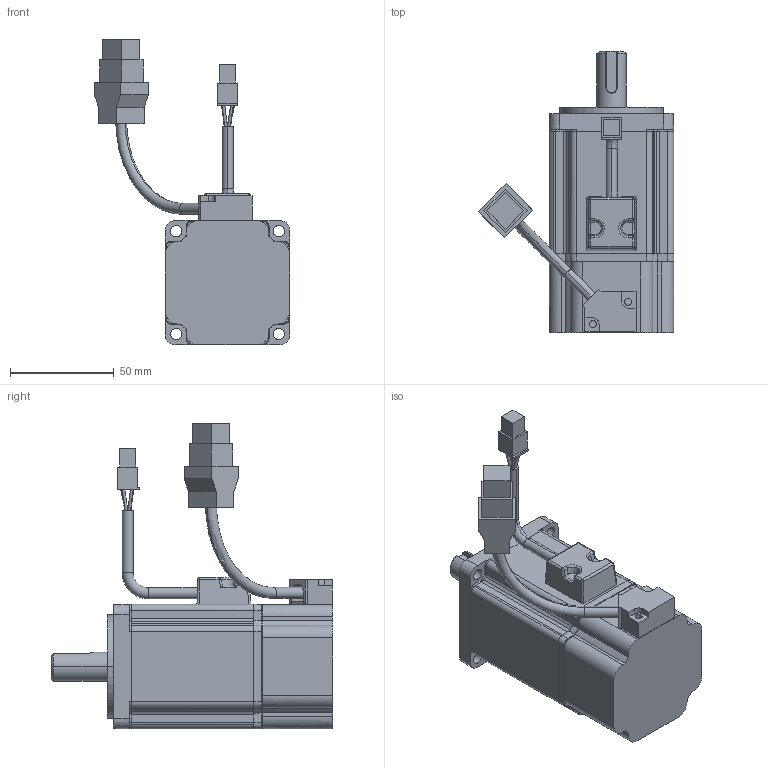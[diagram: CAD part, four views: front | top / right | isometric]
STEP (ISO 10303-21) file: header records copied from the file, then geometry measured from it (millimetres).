
FILE_DESCRIPTION(/* description */ ('Alibre Inc.'),/* implementation_level */ '2;1');
FILE_NAME(/* name */ 'export-05D7CBCB-0AAE-4FD7-B04D-72F83A8FD36C',/* time_stamp */ '2019-12-18T15:48:28+01:00',/* author */ (''),/* organization */ (''),/* preprocessor_version */ 'ST-DEVELOPER v17',/* originating_system */ 'Alibre',/* authorisation */ '');
FILE_SCHEMA (('AUTOMOTIVE_DESIGN'));
Length unit declared in the file: millimetre
Bounding box: 94.24 x 135.5 x 147.37 mm (x, y, z)
Volume: 369431.1 mm3; surface area: 44285.8 mm2
Topology: 1 solids, 10 shells, 466 faces, 1142 edges, 709 vertices
Faces by surface type: plane 217, cylinder 191, cone 29, bspline 11, torus 10, sphere 8
Entity records: 20393 total; most frequent: CARTESIAN_POINT 9851, ORIENTED_EDGE 2280, DIRECTION 1974, EDGE_CURVE 1140, AXIS2_PLACEMENT_3D 779, VERTEX_POINT 709, VECTOR 631, LINE 631
